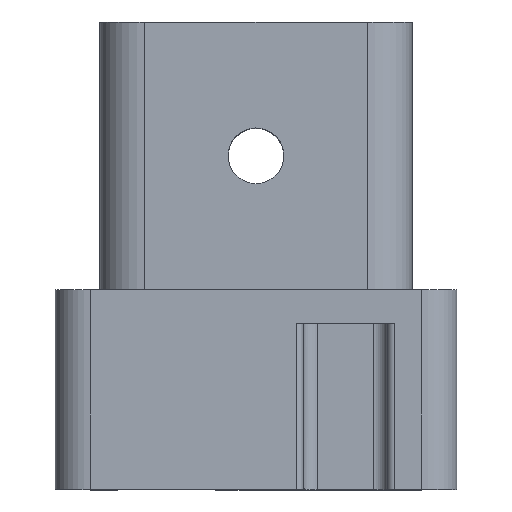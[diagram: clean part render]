
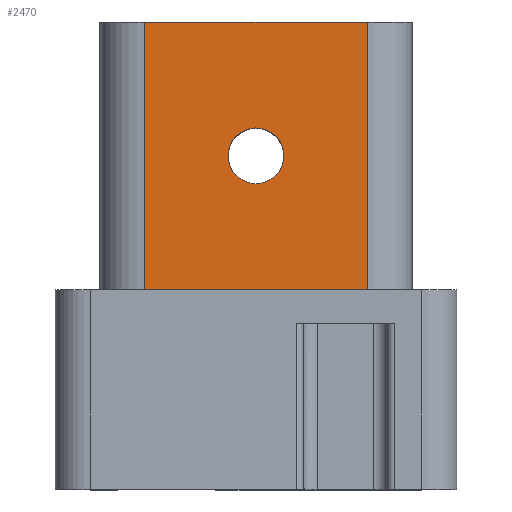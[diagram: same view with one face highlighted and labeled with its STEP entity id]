
A CAD part, top view. The second image highlights one B-rep face of the part: STEP entity #2470.
In plain terms, the highlighted planar face has unit normal (0, 0, 1).
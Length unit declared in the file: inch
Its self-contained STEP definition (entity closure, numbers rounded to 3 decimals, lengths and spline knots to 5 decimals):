
#25=FACE_BOUND('',#239,.T.);
#35=PLANE('',#2642);
#104=FACE_OUTER_BOUND('',#238,.T.);
#238=EDGE_LOOP('',(#1676,#1677,#1678,#1679));
#239=EDGE_LOOP('',(#1680));
#389=LINE('',#3736,#627);
#390=LINE('',#3740,#628);
#391=LINE('',#3744,#629);
#392=LINE('',#3745,#630);
#627=VECTOR('',#2949,0.3937);
#628=VECTOR('',#2954,0.3937);
#629=VECTOR('',#2959,0.3937);
#630=VECTOR('',#2960,0.3937);
#856=CIRCLE('',#2629,0.078);
#996=VERTEX_POINT('',#3704);
#1007=VERTEX_POINT('',#3733);
#1008=VERTEX_POINT('',#3735);
#1009=VERTEX_POINT('',#3739);
#1010=VERTEX_POINT('',#3743);
#1256=EDGE_CURVE('',#996,#996,#856,.T.);
#1271=EDGE_CURVE('',#1007,#1008,#389,.T.);
#1273=EDGE_CURVE('',#1008,#1009,#390,.T.);
#1275=EDGE_CURVE('',#1010,#1007,#391,.T.);
#1276=EDGE_CURVE('',#1009,#1010,#392,.T.);
#1676=ORIENTED_EDGE('',*,*,#1273,.F.);
#1677=ORIENTED_EDGE('',*,*,#1271,.F.);
#1678=ORIENTED_EDGE('',*,*,#1275,.F.);
#1679=ORIENTED_EDGE('',*,*,#1276,.F.);
#1680=ORIENTED_EDGE('',*,*,#1256,.T.);
#2470=ADVANCED_FACE('',(#104,#25),#35,.T.);
#2629=AXIS2_PLACEMENT_3D('',#3705,#2920,#2921);
#2642=AXIS2_PLACEMENT_3D('',#3742,#2957,#2958);
#2920=DIRECTION('center_axis',(0.,0.,-1.));
#2921=DIRECTION('ref_axis',(1.,0.,0.));
#2949=DIRECTION('',(1.,0.,0.));
#2954=DIRECTION('',(0.,-1.,0.));
#2957=DIRECTION('center_axis',(0.,0.,1.));
#2958=DIRECTION('ref_axis',(-1.,0.,0.));
#2959=DIRECTION('',(0.,1.,0.));
#2960=DIRECTION('',(-1.,0.,0.));
#3704=CARTESIAN_POINT('',(-0.078,0.,0.4375));
#3705=CARTESIAN_POINT('Origin',(0.,0.,0.4375));
#3733=CARTESIAN_POINT('',(-0.3125,0.375,0.4375));
#3735=CARTESIAN_POINT('',(0.3125,0.375,0.4375));
#3736=CARTESIAN_POINT('',(-0.4375,0.375,0.4375));
#3739=CARTESIAN_POINT('',(0.3125,-0.375,0.4375));
#3740=CARTESIAN_POINT('',(0.3125,0.375,0.4375));
#3742=CARTESIAN_POINT('Origin',(0.4375,0.375,0.4375));
#3743=CARTESIAN_POINT('',(-0.3125,-0.375,0.4375));
#3744=CARTESIAN_POINT('',(-0.3125,0.375,0.4375));
#3745=CARTESIAN_POINT('',(0.21875,-0.375,0.4375));
